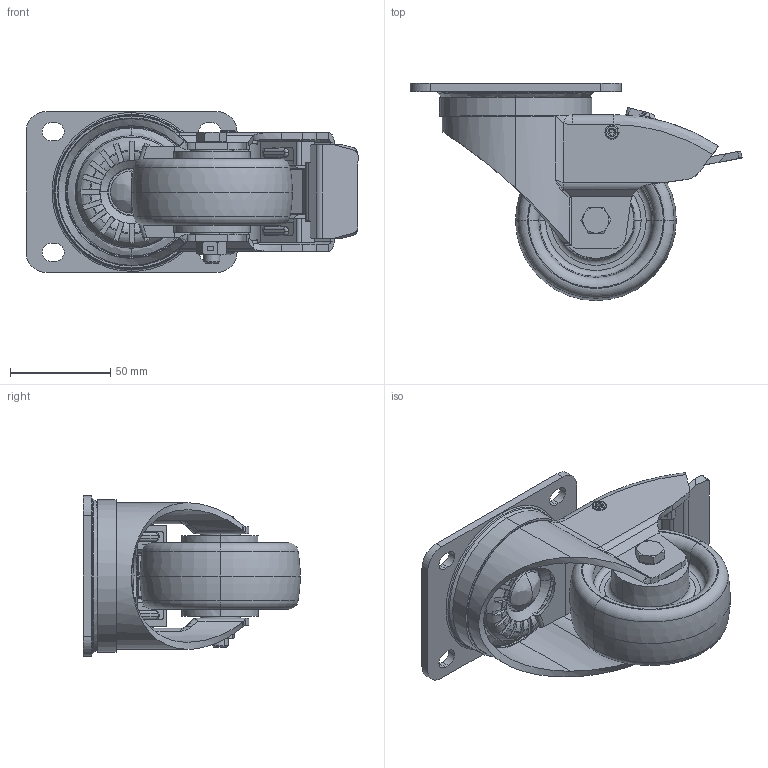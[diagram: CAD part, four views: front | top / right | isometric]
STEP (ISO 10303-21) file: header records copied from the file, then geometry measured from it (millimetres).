
FILE_DESCRIPTION (( 'STEP AP214' ), '1' );
FILE_NAME ('0021041BL_L-IM-PAM-080-G-3-DSN_(A-01).step', '2019-05-29T12:31:40', ( 'Windows-Benutzer' ), ( '' ), 'SwSTEP 2.0', 'SolidWorks 2018', '' );
FILE_SCHEMA (( 'AUTOMOTIVE_DESIGN' ));
Length unit declared in the file: millimetre
Products named in the file (1): 0021041BL_L-IM-PAM-080-G-3-DSN_(A-01)
Bounding box: 165.19 x 108 x 80 mm (x, y, z)
Surface area: 104833.5 mm2 (no closed solid volume)
Topology: 0 solids, 20 shells, 758 faces, 2405 edges, 1627 vertices
Faces by surface type: plane 375, cylinder 182, bspline 94, cone 54, torus 53
Entity records: 41299 total; most frequent: CARTESIAN_POINT 12576, DIRECTION 4101, ORIENTED_EDGE 4018, EDGE_CURVE 2399, VERTEX_POINT 1627, AXIS2_PLACEMENT_3D 1396, VECTOR 1309, LINE 1309
